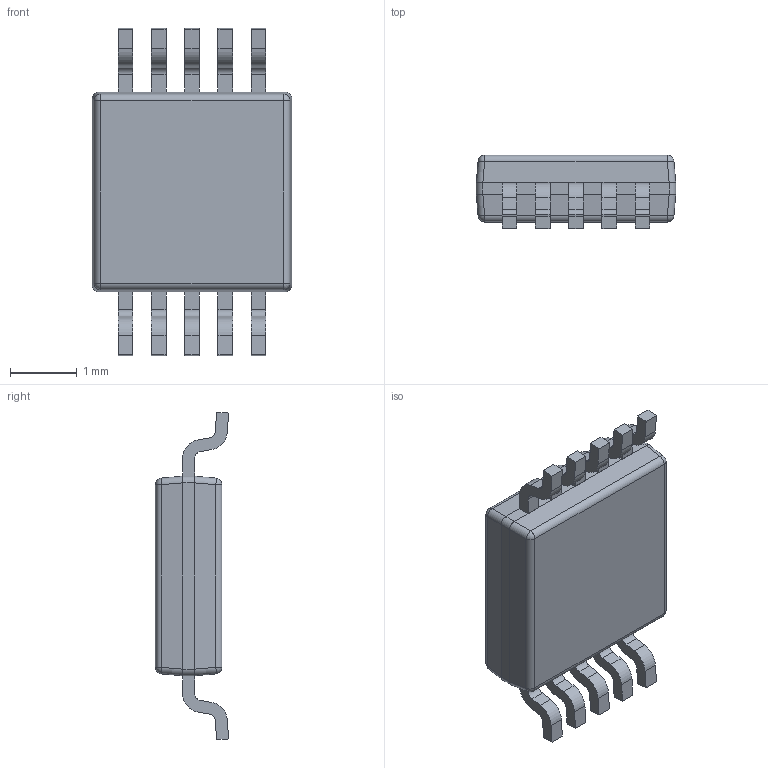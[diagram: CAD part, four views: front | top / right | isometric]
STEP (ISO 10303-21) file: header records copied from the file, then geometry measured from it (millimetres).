
FILE_DESCRIPTION(('CAx-IF Rec.Pracs.---Model Styling and Organization---1.5---2016-08-15','CAx-IF Rec.Pracs.---Geometric and Assembly Validation Properties---4.4---2016-08-17','CAx-IF Rec.Pracs.---User Defined Attributes---1.5---2016-08-15','CAx-IF Rec.Pracs.---External References---2.1---2005-01-19'),'2;1');
FILE_NAME('414929.step','2023-09-02T16:45:32',('Unspecified'),('Unspecified'),'CAD Exchanger 3.10.2 (cadexchanger.com)','Unspecified','');
FILE_SCHEMA(('AUTOMOTIVE_DESIGN { 1 0 10303 214 1 1 1 1 }'));
Length unit declared in the file: millimetre
Products named in the file (4): DGS0010A_ASM; BODY-SO; LEAD-SO; PIN1-ID
Assembly tree (12 placements, depth 2):
  DGS0010A_ASM
    BODY-SO
    LEAD-SO  x10
    PIN1-ID
Bounding box: 3 x 1.1 x 4.93 mm (x, y, z)
Volume: 9.3 mm3; surface area: 39 mm2
Topology: 11 solids, 11 shells, 190 faces, 465 edges, 296 vertices
Faces by surface type: plane 122, cylinder 60, sphere 8
Entity records: 2185 total; most frequent: CARTESIAN_POINT 708, DIRECTION 292, ORIENTED_EDGE 280, EDGE_CURVE 140, AXIS2_PLACEMENT_3D 108, VERTEX_POINT 80, LINE 76, VECTOR 76
